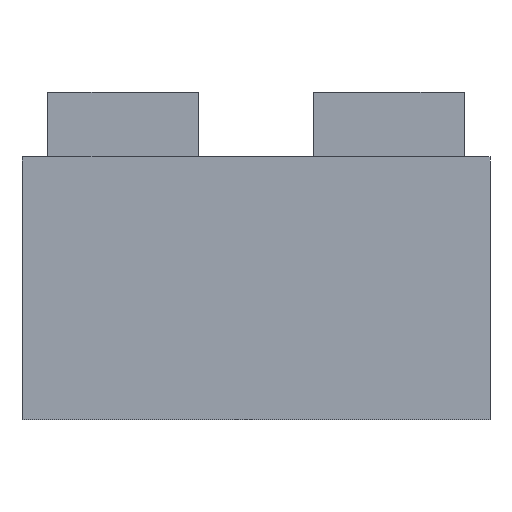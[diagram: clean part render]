
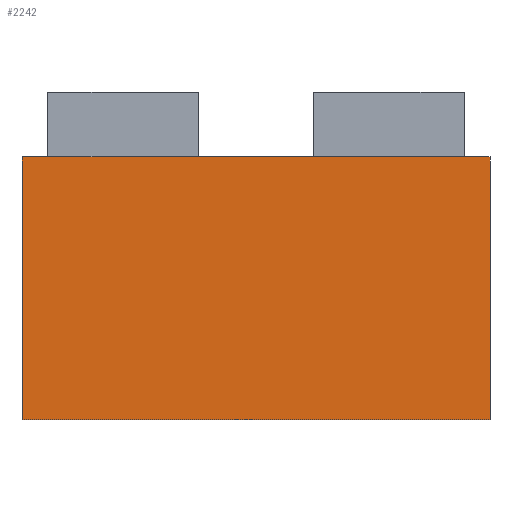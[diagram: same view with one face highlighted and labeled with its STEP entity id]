
A CAD part, front view. The second image highlights one B-rep face of the part: STEP entity #2242.
In plain terms, the highlighted planar face has unit normal (0, -1, 0).
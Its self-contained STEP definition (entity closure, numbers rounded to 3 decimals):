
#54 = DIRECTION ( 'NONE',  ( 0., 0., 1. ) ) ;
#211 = ORIENTED_EDGE ( 'NONE', *, *, #2467, .T. ) ;
#459 = ORIENTED_EDGE ( 'NONE', *, *, #3042, .T. ) ;
#511 = EDGE_CURVE ( 'NONE', #1821, #3247, #3151, .T. ) ;
#571 = PLANE ( 'NONE',  #1823 ) ;
#682 = CARTESIAN_POINT ( 'NONE',  ( 43.5, 0., 24.4 ) ) ;
#704 = CARTESIAN_POINT ( 'NONE',  ( 0., 0., 24.4 ) ) ;
#843 = EDGE_LOOP ( 'NONE', ( #211, #2245, #3047, #459 ) ) ;
#970 = DIRECTION ( 'NONE',  ( 1., 0., 0. ) ) ;
#998 = DIRECTION ( 'NONE',  ( 0., 0., -1. ) ) ;
#1029 = EDGE_CURVE ( 'NONE', #3247, #3294, #1989, .T. ) ;
#1181 = CARTESIAN_POINT ( 'NONE',  ( 43.5, 0., 24.4 ) ) ;
#1198 = VECTOR ( 'NONE', #3321, 1000. ) ;
#1278 = VERTEX_POINT ( 'NONE', #2555 ) ;
#1333 = LINE ( 'NONE', #3212, #1198 ) ;
#1411 = CARTESIAN_POINT ( 'NONE',  ( 0., 0., 24.4 ) ) ;
#1656 = VECTOR ( 'NONE', #970, 1000. ) ;
#1821 = VERTEX_POINT ( 'NONE', #2200 ) ;
#1823 = AXIS2_PLACEMENT_3D ( 'NONE', #1411, #2817, #54 ) ;
#1841 = CARTESIAN_POINT ( 'NONE',  ( 43.5, 0., 0. ) ) ;
#1989 = LINE ( 'NONE', #682, #2671 ) ;
#2094 = CARTESIAN_POINT ( 'NONE',  ( 0., 0., 0. ) ) ;
#2200 = CARTESIAN_POINT ( 'NONE',  ( 0., 0., 24.4 ) ) ;
#2242 = ADVANCED_FACE ( 'NONE', ( #2452 ), #571, .F. ) ;
#2245 = ORIENTED_EDGE ( 'NONE', *, *, #1029, .F. ) ;
#2415 = VECTOR ( 'NONE', #3531, 1000. ) ;
#2452 = FACE_OUTER_BOUND ( 'NONE', #843, .T. ) ;
#2467 = EDGE_CURVE ( 'NONE', #1278, #3294, #3643, .T. ) ;
#2555 = CARTESIAN_POINT ( 'NONE',  ( 0., 0., 0. ) ) ;
#2671 = VECTOR ( 'NONE', #998, 1000. ) ;
#2817 = DIRECTION ( 'NONE',  ( 0., 1., 0. ) ) ;
#3042 = EDGE_CURVE ( 'NONE', #1821, #1278, #1333, .T. ) ;
#3047 = ORIENTED_EDGE ( 'NONE', *, *, #511, .F. ) ;
#3151 = LINE ( 'NONE', #704, #2415 ) ;
#3212 = CARTESIAN_POINT ( 'NONE',  ( 0., 0., 24.4 ) ) ;
#3247 = VERTEX_POINT ( 'NONE', #1181 ) ;
#3294 = VERTEX_POINT ( 'NONE', #1841 ) ;
#3321 = DIRECTION ( 'NONE',  ( 0., 0., -1. ) ) ;
#3531 = DIRECTION ( 'NONE',  ( 1., 0., 0. ) ) ;
#3643 = LINE ( 'NONE', #2094, #1656 ) ;
